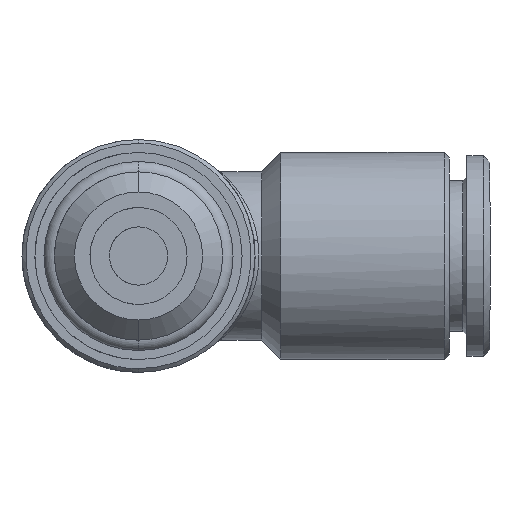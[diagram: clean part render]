
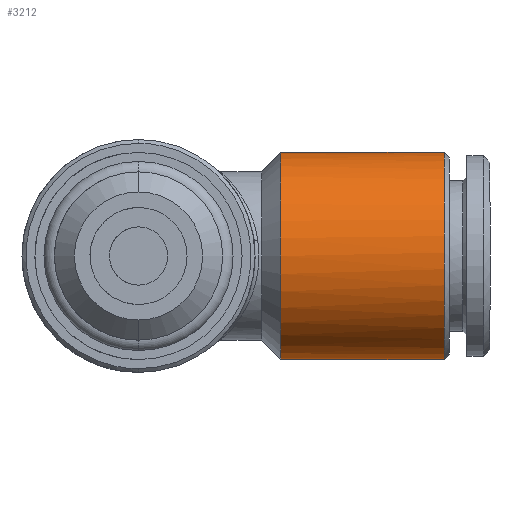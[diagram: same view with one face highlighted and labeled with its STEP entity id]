
A CAD part, front view. The second image highlights one B-rep face of the part: STEP entity #3212.
In plain terms, the highlighted cylindrical face has radius 8 mm (diameter 16 mm), a partial arc.
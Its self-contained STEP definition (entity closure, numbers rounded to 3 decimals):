
#3109=CARTESIAN_POINT('Vertex',(11.,17.7,8.)) ;
#3116=CARTESIAN_POINT('Vertex',(11.,17.7,-8.)) ;
#3141=CARTESIAN_POINT('Axis2P3D Location',(11.,17.7,0.)) ;
#3162=CARTESIAN_POINT('Vertex',(23.6,17.7,8.)) ;
#3164=CARTESIAN_POINT('Vertex',(23.6,17.7,-8.)) ;
#3167=CARTESIAN_POINT('Line Origine',(-5.577,17.7,-8.)) ;
#3172=CARTESIAN_POINT('Line Origine',(-5.577,17.7,8.)) ;
#3184=CARTESIAN_POINT('Axis2P3D Location',(-5.577,17.7,0.)) ;
#3190=CARTESIAN_POINT('Control Point',(23.6,17.7,-8.)) ;
#3191=CARTESIAN_POINT('Control Point',(23.6,16.443,-8.)) ;
#3192=CARTESIAN_POINT('Control Point',(23.6,15.187,-7.753)) ;
#3193=CARTESIAN_POINT('Control Point',(23.6,13.995,-7.26)) ;
#3194=CARTESIAN_POINT('Control Point',(23.6,11.869,-5.831)) ;
#3195=CARTESIAN_POINT('Control Point',(23.6,10.44,-3.705)) ;
#3196=CARTESIAN_POINT('Control Point',(23.6,9.947,-2.513)) ;
#3197=CARTESIAN_POINT('Control Point',(23.6,9.453,0.)) ;
#3198=CARTESIAN_POINT('Control Point',(23.6,9.947,2.513)) ;
#3199=CARTESIAN_POINT('Control Point',(23.6,10.44,3.705)) ;
#3200=CARTESIAN_POINT('Control Point',(23.6,11.869,5.831)) ;
#3201=CARTESIAN_POINT('Control Point',(23.6,13.995,7.26)) ;
#3202=CARTESIAN_POINT('Control Point',(23.6,15.187,7.753)) ;
#3203=CARTESIAN_POINT('Control Point',(23.6,16.443,8.)) ;
#3204=CARTESIAN_POINT('Control Point',(23.6,17.7,8.)) ;
#3142=DIRECTION('Axis2P3D Direction',(1.,0.,0.)) ;
#3168=DIRECTION('Vector Direction',(-1.,0.,0.)) ;
#3173=DIRECTION('Vector Direction',(-1.,0.,0.)) ;
#3185=DIRECTION('Axis2P3D Direction',(-1.,0.,0.)) ;
#3186=DIRECTION('Axis2P3D XDirection',(0.,0.,-1.)) ;
#3143=AXIS2_PLACEMENT_3D('Circle Axis2P3D',#3141,#3142,$) ;
#3187=AXIS2_PLACEMENT_3D('Cylinder Axis2P3D',#3184,#3185,#3186) ;
#3207=ORIENTED_EDGE('',*,*,#3171,.F.) ;
#3208=ORIENTED_EDGE('',*,*,#3205,.T.) ;
#3209=ORIENTED_EDGE('',*,*,#3176,.T.) ;
#3210=ORIENTED_EDGE('',*,*,#3145,.F.) ;
#3169=VECTOR('Line Direction',#3168,1.) ;
#3174=VECTOR('Line Direction',#3173,1.) ;
#3212=ADVANCED_FACE('NONE',(#3211),#3188,.T.) ;
#3189=B_SPLINE_CURVE_WITH_KNOTS('',5,(#3190,#3191,#3192,#3193,#3194,#3195,#3196,#3197,#3198,#3199,#3200,#3201,#3202,#3203,#3204),.UNSPECIFIED.,.F.,.U.,(6,3,3,3,6),(-12.566,-6.283,0.,6.283,12.566),.UNSPECIFIED.) ;
#3144=CIRCLE('generated circle',#3143,8.) ;
#3188=CYLINDRICAL_SURFACE('generated cylinder',#3187,8.) ;
#3145=EDGE_CURVE('',#3117,#3110,#3144,.F.) ;
#3171=EDGE_CURVE('',#3165,#3117,#3170,.T.) ;
#3176=EDGE_CURVE('',#3163,#3110,#3175,.T.) ;
#3205=EDGE_CURVE('',#3165,#3163,#3189,.T.) ;
#3206=EDGE_LOOP('',(#3207,#3208,#3209,#3210)) ;
#3211=FACE_OUTER_BOUND('',#3206,.T.) ;
#3170=LINE('Line',#3167,#3169) ;
#3175=LINE('Line',#3172,#3174) ;
#3110=VERTEX_POINT('',#3109) ;
#3117=VERTEX_POINT('',#3116) ;
#3163=VERTEX_POINT('',#3162) ;
#3165=VERTEX_POINT('',#3164) ;
